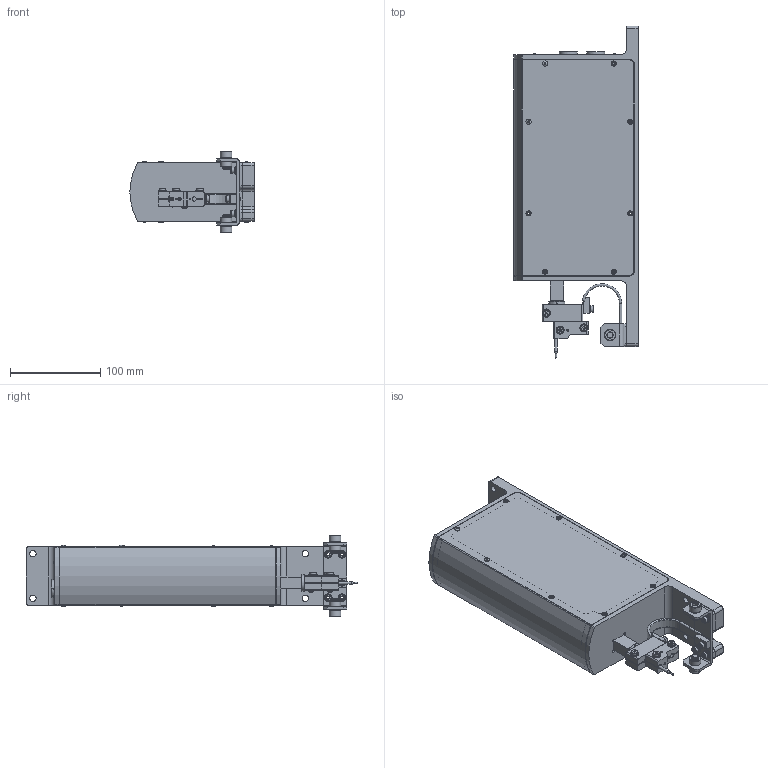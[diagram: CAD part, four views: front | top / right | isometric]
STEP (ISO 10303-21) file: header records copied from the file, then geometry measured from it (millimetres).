
FILE_DESCRIPTION (( 'STEP AP214' ), '1' );
FILE_NAME ('2-321-XX Assembly.STEP', '2015-08-19T18:24:04', ( 'user' ), ( '' ), 'SwSTEP 2.0', 'SolidWorks 2012', '' );
FILE_SCHEMA (( 'AUTOMOTIVE_DESIGN' ));
Length unit declared in the file: millimetre
Products named in the file (6): 2-321-XX Electrode; 2-321-XX Electrode Holder; 2-321-XX Flexure; 2-321-XX Adapter; 2-321-XX Body; 2-321-XX Assembly
Assembly tree (5 placements, depth 2):
  2-321-XX Assembly
    2-321-XX Body
    2-321-XX Adapter
    2-321-XX Flexure
    2-321-XX Electrode Holder
    2-321-XX Electrode
Bounding box: 137.79 x 368.3 x 90.17 mm (x, y, z)
Surface area: 201531 mm2 (no closed solid volume)
Topology: 0 solids, 115 shells, 775 faces, 2485 edges, 1766 vertices
Faces by surface type: plane 409, cylinder 212, cone 96, bspline 58
Full cylindrical faces by diameter (mm): 1 x13, 1.588 x1, 2.2 x7, 2.5 x7, 3.175 x2, 3.3 x9, 4.75 x1, 5.25 x2, 5.387 x2, 5.5 x4, 5.7 x22, 6.25 x4, 6.5 x4, 7 x16, 7.62 x1, 8 x2, 8.738 x4, 9 x3, 11.8 x1, 12.7 x2, 13 x2, 15.25 x2, 17.4 x2, 19.85 x2
Entity records: 59844 total; most frequent: CARTESIAN_POINT 31755, DIRECTION 3709, ORIENTED_EDGE 3399, EDGE_CURVE 2239, VERTEX_POINT 1709, AXIS2_PLACEMENT_3D 1292, EDGE_LOOP 1140, VECTOR 1125
